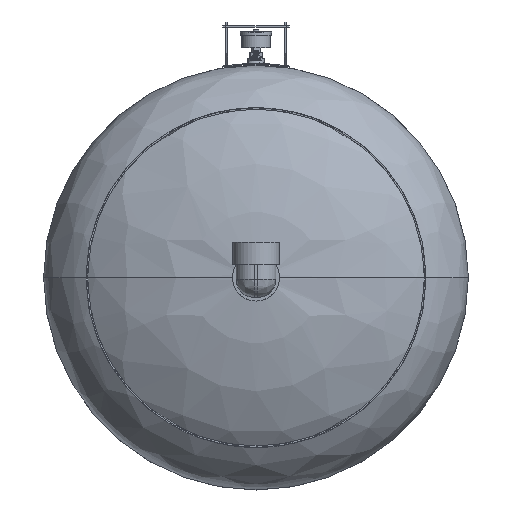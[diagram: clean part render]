
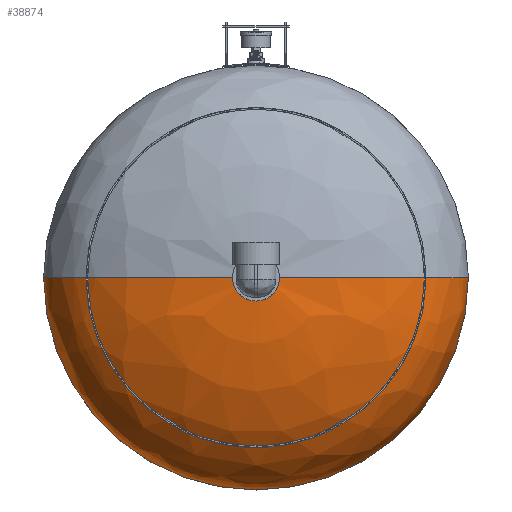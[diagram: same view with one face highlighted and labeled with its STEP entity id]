
A CAD part, front view. The second image highlights one B-rep face of the part: STEP entity #38874.
In plain terms, the highlighted free-form (B-spline) face has degree [3, 3] with [4, 4] control points.
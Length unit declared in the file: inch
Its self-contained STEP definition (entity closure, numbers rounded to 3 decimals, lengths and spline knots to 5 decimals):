
#71 = EDGE_LOOP ( 'NONE', ( #48400, #63709, #46488, #41204, #13252 ) ) ;
#1403 = DIRECTION ( 'NONE',  ( 0., 1., 0. ) ) ;
#2273 = CARTESIAN_POINT ( 'NONE',  ( 15., 0.788, 0. ) ) ;
#2618 = VERTEX_POINT ( 'NONE', #40823 ) ;
#3242 = CARTESIAN_POINT ( 'NONE',  ( 15., 4.95796, 0. ) ) ;
#3559 = CARTESIAN_POINT ( 'NONE',  ( -15., 0.788, 0. ) ) ;
#4487 =( BOUNDED_SURFACE ( )  B_SPLINE_SURFACE ( 3, 3, ( 
 ( #32263, #13566, #18085, #18395 ),
 ( #47764, #28699, #18707, #38024 ),
 ( #3242, #57433, #28071, #7772 ),
 ( #33196, #22907, #56805, #3559 ) ),
 .UNSPECIFIED., .F., .F., .F. ) 
 B_SPLINE_SURFACE_WITH_KNOTS ( ( 4, 4 ),
 ( 4, 4 ),
 ( 0., 1. ),
 ( 0., 1. ),
 .UNSPECIFIED. ) 
 GEOMETRIC_REPRESENTATION_ITEM ( )  RATIONAL_B_SPLINE_SURFACE ( (
 ( 1., 0.333, 0.333, 1.),
 ( 0.823, 0.274, 0.274, 0.823),
 ( 0.823, 0.274, 0.274, 0.823),
 ( 1., 0.333, 0.333, 1.) ) ) 
 REPRESENTATION_ITEM ( '' )  SURFACE ( )  );
#5856 = CARTESIAN_POINT ( 'NONE',  ( 1.1875, 8.35119, 0. ) ) ;
#6724 = CARTESIAN_POINT ( 'NONE',  ( -9.40592, 8.02107, 0. ) ) ;
#7772 = CARTESIAN_POINT ( 'NONE',  ( -15., 4.95796, 0. ) ) ;
#10407 = CARTESIAN_POINT ( 'NONE',  ( 15., 4.95796, 0. ) ) ;
#11256 = VERTEX_POINT ( 'NONE', #5856 ) ;
#13252 = ORIENTED_EDGE ( 'NONE', *, *, #26868, .T. ) ;
#13566 = CARTESIAN_POINT ( 'NONE',  ( 1.1875, 8.35119, -2.375 ) ) ;
#16074 = CARTESIAN_POINT ( 'NONE',  ( -15., 0.788, 0. ) ) ;
#17118 = CARTESIAN_POINT ( 'NONE',  ( 0., 8.35119, 0. ) ) ;
#17751 = AXIS2_PLACEMENT_3D ( 'NONE', #38992, #54198, #63522 ) ;
#17809 = AXIS2_PLACEMENT_3D ( 'NONE', #17118, #56482, #40952 ) ;
#18085 = CARTESIAN_POINT ( 'NONE',  ( -1.1875, 8.35119, -2.375 ) ) ;
#18395 = CARTESIAN_POINT ( 'NONE',  ( -1.1875, 8.35119, 0. ) ) ;
#18707 = CARTESIAN_POINT ( 'NONE',  ( -9.40592, 8.02107, -18.81183 ) ) ;
#19447 = CARTESIAN_POINT ( 'NONE',  ( 1.1875, 8.35119, 0. ) ) ;
#21052 = DIRECTION ( 'NONE',  ( -1., 0., 0. ) ) ;
#22907 = CARTESIAN_POINT ( 'NONE',  ( 15., 0.788, -30. ) ) ;
#23189 = VERTEX_POINT ( 'NONE', #43927 ) ;
#23385 = AXIS2_PLACEMENT_3D ( 'NONE', #24930, #1403, #21052 ) ;
#24930 = CARTESIAN_POINT ( 'NONE',  ( 0., 0.788, 0. ) ) ;
#25741 = CARTESIAN_POINT ( 'NONE',  ( -1.1875, 8.35119, 0. ) ) ;
#26009 = CIRCLE ( 'NONE', #17809, 1.1875 ) ;
#26868 = EDGE_CURVE ( 'NONE', #42740, #52741, #56375, .T. ) ;
#28071 = CARTESIAN_POINT ( 'NONE',  ( -15., 4.95796, -30. ) ) ;
#28585 = EDGE_CURVE ( 'NONE', #2618, #23189, #26009, .T. ) ;
#28699 = CARTESIAN_POINT ( 'NONE',  ( 9.40592, 8.02107, -18.81183 ) ) ;
#32263 = CARTESIAN_POINT ( 'NONE',  ( 1.1875, 8.35119, 0. ) ) ;
#33196 = CARTESIAN_POINT ( 'NONE',  ( 15., 0.788, 0. ) ) ;
#37710 = FACE_OUTER_BOUND ( 'NONE', #71, .T. ) ;
#38024 = CARTESIAN_POINT ( 'NONE',  ( -9.40592, 8.02107, 0. ) ) ;
#38874 = ADVANCED_FACE ( 'NONE', ( #37710 ), #4487, .T. ) ;
#38992 = CARTESIAN_POINT ( 'NONE',  ( 0., 8.35119, 0. ) ) ;
#39089 = CARTESIAN_POINT ( 'NONE',  ( 15., 0.788, 0. ) ) ;
#40823 = CARTESIAN_POINT ( 'NONE',  ( 0., 8.35119, -1.1875 ) ) ;
#40952 = DIRECTION ( 'NONE',  ( -1., 0., 0. ) ) ;
#41204 = ORIENTED_EDGE ( 'NONE', *, *, #49054, .T. ) ;
#42740 = VERTEX_POINT ( 'NONE', #2273 ) ;
#43608 = EDGE_CURVE ( 'NONE', #23189, #52741, #53136, .T. ) ;
#43927 = CARTESIAN_POINT ( 'NONE',  ( -1.1875, 8.35119, 0. ) ) ;
#46332 = EDGE_CURVE ( 'NONE', #11256, #2618, #50717, .T. ) ;
#46488 = ORIENTED_EDGE ( 'NONE', *, *, #46332, .F. ) ;
#47764 = CARTESIAN_POINT ( 'NONE',  ( 9.40592, 8.02107, 0. ) ) ;
#48400 = ORIENTED_EDGE ( 'NONE', *, *, #43608, .F. ) ;
#49054 = EDGE_CURVE ( 'NONE', #11256, #42740, #61784, .T. ) ;
#49468 = CARTESIAN_POINT ( 'NONE',  ( 9.40592, 8.02107, 0. ) ) ;
#50717 = CIRCLE ( 'NONE', #17751, 1.1875 ) ;
#51548 = CARTESIAN_POINT ( 'NONE',  ( -15., 0.788, 0. ) ) ;
#52741 = VERTEX_POINT ( 'NONE', #51548 ) ;
#53136 =( BOUNDED_CURVE ( )  B_SPLINE_CURVE ( 3, ( #25741, #6724, #59633, #16074 ),
 .UNSPECIFIED., .F., .F. ) 
 B_SPLINE_CURVE_WITH_KNOTS ( ( 4, 4 ),
 ( 4.79164, 6.28319 ),
 .UNSPECIFIED. ) 
 CURVE ( )  GEOMETRIC_REPRESENTATION_ITEM ( )  RATIONAL_B_SPLINE_CURVE ( ( 1., 0.823, 0.823, 1. ) ) 
 REPRESENTATION_ITEM ( '' )  );
#54198 = DIRECTION ( 'NONE',  ( 0., 1., 0. ) ) ;
#56375 = CIRCLE ( 'NONE', #23385, 15. ) ;
#56482 = DIRECTION ( 'NONE',  ( 0., 1., 0. ) ) ;
#56805 = CARTESIAN_POINT ( 'NONE',  ( -15., 0.788, -30. ) ) ;
#57433 = CARTESIAN_POINT ( 'NONE',  ( 15., 4.95796, -30. ) ) ;
#59633 = CARTESIAN_POINT ( 'NONE',  ( -15., 4.95796, 0. ) ) ;
#61784 =( BOUNDED_CURVE ( )  B_SPLINE_CURVE ( 3, ( #19447, #49468, #10407, #39089 ),
 .UNSPECIFIED., .F., .F. ) 
 B_SPLINE_CURVE_WITH_KNOTS ( ( 4, 4 ),
 ( 4.79164, 6.28319 ),
 .UNSPECIFIED. ) 
 CURVE ( )  GEOMETRIC_REPRESENTATION_ITEM ( )  RATIONAL_B_SPLINE_CURVE ( ( 1., 0.823, 0.823, 1. ) ) 
 REPRESENTATION_ITEM ( '' )  );
#63522 = DIRECTION ( 'NONE',  ( -1., 0., 0. ) ) ;
#63709 = ORIENTED_EDGE ( 'NONE', *, *, #28585, .F. ) ;
